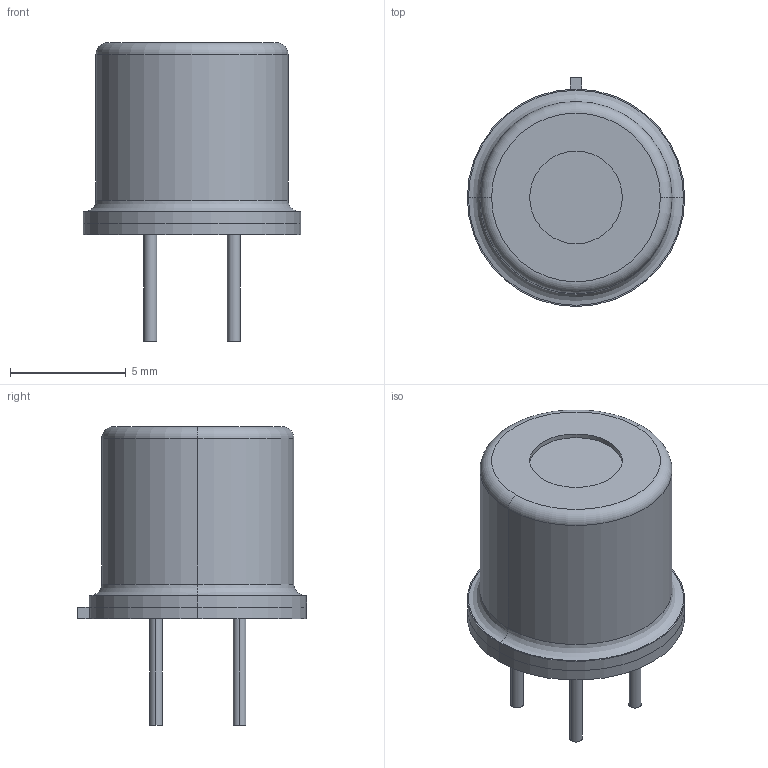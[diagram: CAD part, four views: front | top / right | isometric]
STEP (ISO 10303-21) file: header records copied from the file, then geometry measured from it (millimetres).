
FILE_DESCRIPTION((''),'2;1');
FILE_NAME('TGS 2620.stp','2013-04-25T15:59:14',(''),(''),'Mechanical Desktop 2011','Mechanical Desktop 2011',', , ');
FILE_SCHEMA(('AUTOMOTIVE_DESIGN { 1 2 10303 214 1 1 1 1 }'));
Length unit declared in the file: millimetre
Products named in the file (1): Product
Bounding box: 9.4 x 9.9 x 12.9 mm (x, y, z)
Volume: 493.5 mm3; surface area: 688.5 mm2
Topology: 8 solids, 8 shells, 50 faces, 86 edges, 56 vertices
Faces by surface type: plane 23, cylinder 23, bspline 2, torus 2
Entity records: 1337 total; most frequent: CARTESIAN_POINT 281, DIRECTION 238, ORIENTED_EDGE 172, AXIS2_PLACEMENT_3D 103, EDGE_CURVE 86, VERTEX_POINT 56, EDGE_LOOP 54, CIRCLE 54
